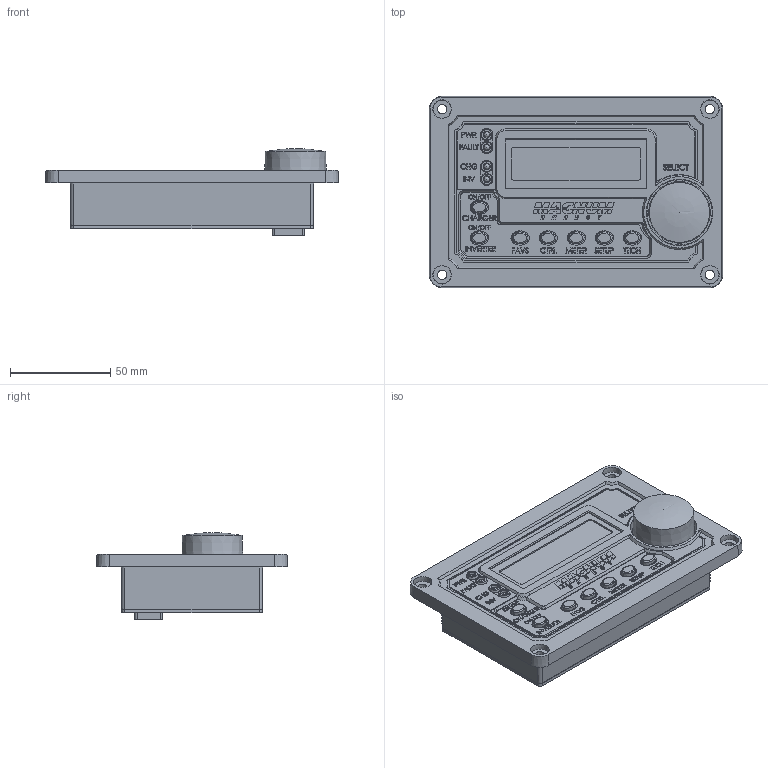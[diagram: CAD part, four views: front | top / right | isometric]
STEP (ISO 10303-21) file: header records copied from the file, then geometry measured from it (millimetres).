
FILE_DESCRIPTION((''),'2;1');
FILE_NAME('ME-ARC.stp','2012-02-28T08:05:30',('wcummings'),(''),'Autodesk Inventor 2012','Autodesk Inventor 2012','');
FILE_SCHEMA(('AUTOMOTIVE_DESIGN { 1 0 10303 214 1 1 1 1 }'));
Length unit declared in the file: inch
Products named in the file (19): ME-ARC; 46-0004 REMOTE FRONT, ABS; 46-0005 REMOTE BACK, ABS; 48-0007 LABEL, ME-RC UPPER; 48-0011 LABEL, ME-ARC, BUTTON, REV A; 30-0014 PCB ASSY, REMOTE; 30-0004 REMOTE BOARD; 08-0012 6cond Jack Vert Mod; 40-0601 PCB Standoff 0; 40-0006 STANDOFF, LED SPACER, 0; 16-0012 LED, GREEN, T1; 16-0013 LED, RED, T1; 08-0019 HEADER, 1x16 GOLD FEMALE LEADED; 08-0018 HEADER, 1x16 GOLD MALE LEADED; 12-0001 LCD, 16x2; pot digital base; 60-0005 KEYPAD, SILICONE, TRANSLUCENT; Screw #6 x 0.625 Plastite; 60-0010 PC11-4 ROTER ENCODER
Assembly tree (27 placements, depth 3):
  ME-ARC
    46-0004 REMOTE FRONT, ABS
    46-0005 REMOTE BACK, ABS
    48-0007 LABEL, ME-RC UPPER
    48-0011 LABEL, ME-ARC, BUTTON, REV A
    30-0014 PCB ASSY, REMOTE
      30-0004 REMOTE BOARD
      08-0012 6cond Jack Vert Mod
      40-0601 PCB Standoff 0  x4
      40-0006 STANDOFF, LED SPACER, 0  x4
      16-0012 LED, GREEN, T1  x3
      16-0013 LED, RED, T1
      08-0019 HEADER, 1x16 GOLD FEMALE LEADED
      08-0018 HEADER, 1x16 GOLD MALE LEADED
      12-0001 LCD, 16x2
      pot digital base
      60-0005 KEYPAD, SILICONE, TRANSLUCENT
    Screw #6 x 0.625 Plastite  x2
    60-0010 PC11-4 ROTER ENCODER
Bounding box: 146.05 x 95.25 x 43.22 mm (x, y, z)
Volume: 109083.4 mm3; surface area: 124344.9 mm2
Topology: 26 solids, 26 shells, 2623 faces, 6684 edges, 4421 vertices
Faces by surface type: plane 1648, bspline 416, cylinder 293, cone 258, sphere 6, torus 2
Full cylindrical faces by diameter (mm): 0.381 x16, 0.635 x8, 1.016 x32, 1.143 x24, 1.27 x40, 1.651 x5, 2.54 x32, 3.099 x4, 3.175 x3, 3.251 x2, 3.962 x4, 4.064 x2, 4.699 x8, 5.08 x4, 6.985 x2
Entity records: 119034 total; most frequent: CARTESIAN_POINT 61925, ORIENTED_EDGE 11534, DIRECTION 9878, EDGE_CURVE 5767, VECTOR 3950, LINE 3950, VERTEX_POINT 3928, EDGE_LOOP 3029
